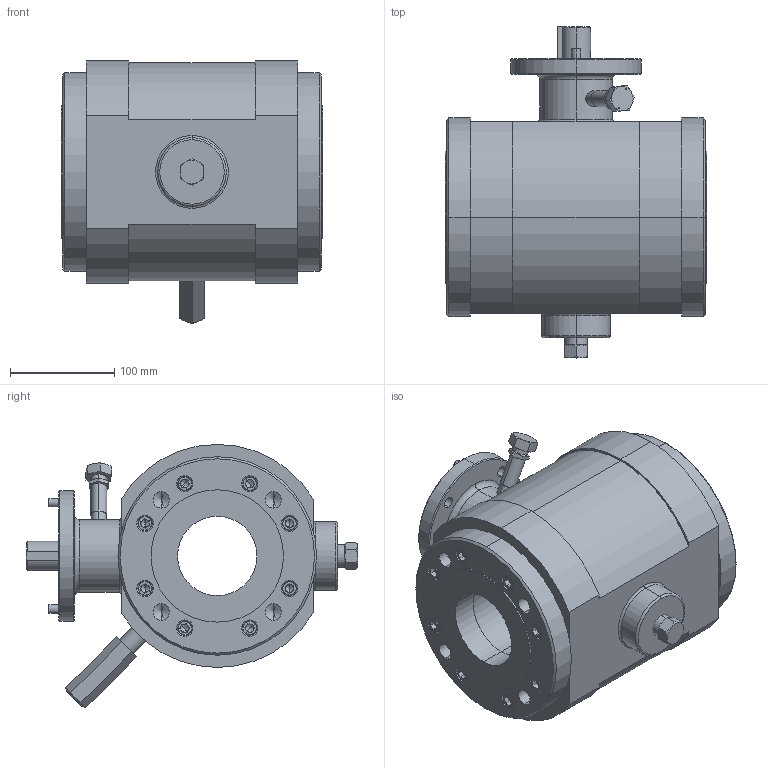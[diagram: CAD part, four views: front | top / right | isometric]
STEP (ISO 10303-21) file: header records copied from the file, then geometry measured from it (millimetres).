
FILE_DESCRIPTION (( 'STEP AP214' ), '1' );
FILE_NAME ('03-B2-150-RF-B.STEP', '2026-03-02T00:34:54', ( 'hp' ), ( '' ), 'SwSTEP 2.0', 'SolidWorks 2022', '' );
FILE_SCHEMA (( 'AUTOMOTIVE_DESIGN' ));
Length unit declared in the file: millimetre
Products named in the file (1): 03-B2-150-RF-B
Bounding box: 251 x 318.5 x 252.5 mm (x, y, z)
Volume: 7349150.5 mm3; surface area: 468961.1 mm2
Topology: 21 solids, 21 shells, 630 faces, 1472 edges, 860 vertices
Faces by surface type: plane 285, cylinder 164, cone 157, torus 16, bspline 8
Entity records: 18661 total; most frequent: CARTESIAN_POINT 4203, DIRECTION 3107, ORIENTED_EDGE 2784, EDGE_CURVE 1392, AXIS2_PLACEMENT_3D 1182, VERTEX_POINT 860, LINE 743, VECTOR 743
